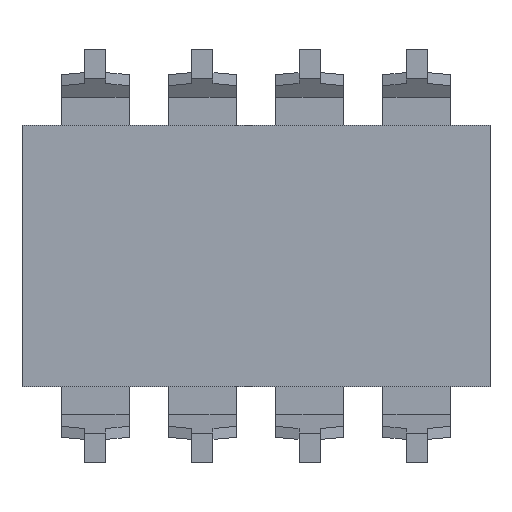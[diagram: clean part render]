
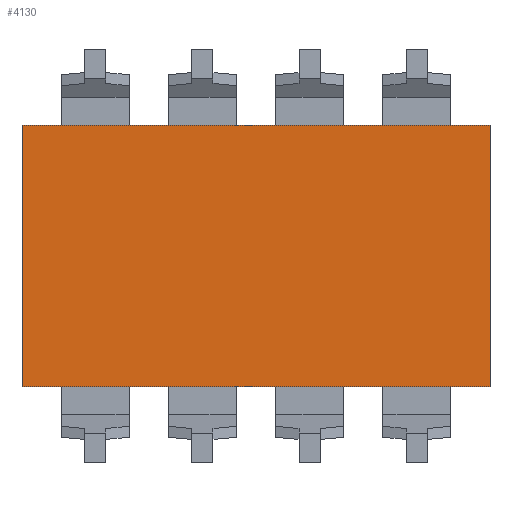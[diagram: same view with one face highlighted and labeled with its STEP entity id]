
A CAD part, front view. The second image highlights one B-rep face of the part: STEP entity #4130.
In plain terms, the highlighted planar face has unit normal (0, -1, 0).
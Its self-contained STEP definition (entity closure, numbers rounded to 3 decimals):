
#529 = EDGE_CURVE ( 'NONE', #4595, #4091, #2584, .T. ) ;
#745 = CARTESIAN_POINT ( 'NONE',  ( 9.36, 0.7, -3.1 ) ) ;
#947 = LINE ( 'NONE', #948, #949 ) ;
#948 = CARTESIAN_POINT ( 'NONE',  ( -1.74, 0.7, -3.1 ) ) ;
#949 = VECTOR ( 'NONE', #950, 1000. ) ;
#950 = DIRECTION ( 'NONE',  ( -1., 0., 0. ) ) ;
#1144 = LINE ( 'NONE', #1145, #1146 ) ;
#1145 = CARTESIAN_POINT ( 'NONE',  ( 9.36, 0.7, -3.1 ) ) ;
#1146 = VECTOR ( 'NONE', #1147, 1000. ) ;
#1147 = DIRECTION ( 'NONE',  ( 0., 0., -1. ) ) ;
#1260 = CARTESIAN_POINT ( 'NONE',  ( -1.74, 0.7, -3.1 ) ) ;
#1752 = ORIENTED_EDGE ( 'NONE', *, *, #4047, .F. ) ;
#1848 = ORIENTED_EDGE ( 'NONE', *, *, #2015, .F. ) ;
#2015 = EDGE_CURVE ( 'NONE', #4091, #3616, #1144, .T. ) ;
#2051 = VERTEX_POINT ( 'NONE', #1260 ) ;
#2305 = LINE ( 'NONE', #2306, #2307 ) ;
#2306 = CARTESIAN_POINT ( 'NONE',  ( -1.74, 0.7, -3.1 ) ) ;
#2307 = VECTOR ( 'NONE', #2308, 1000. ) ;
#2308 = DIRECTION ( 'NONE',  ( 0., 0., 1. ) ) ;
#2543 = CARTESIAN_POINT ( 'NONE',  ( 9.36, 0.7, 3.1 ) ) ;
#2584 = LINE ( 'NONE', #2585, #2586 ) ;
#2585 = CARTESIAN_POINT ( 'NONE',  ( -1.74, 0.7, 3.1 ) ) ;
#2586 = VECTOR ( 'NONE', #2587, 1000. ) ;
#2587 = DIRECTION ( 'NONE',  ( 1., 0., 0. ) ) ;
#2782 = FACE_OUTER_BOUND ( 'NONE', #4274, .T. ) ;
#2783 = PLANE ( 'NONE',  #2784 ) ;
#2784 = AXIS2_PLACEMENT_3D ( 'NONE', #2785, #2786, #2790 ) ;
#2785 = CARTESIAN_POINT ( 'NONE',  ( -1.74, 0.7, 3.1 ) ) ;
#2786 = DIRECTION ( 'NONE',  ( 0., 1., 0. ) ) ;
#2790 = DIRECTION ( 'NONE',  ( 0., 0., 1. ) ) ;
#3616 = VERTEX_POINT ( 'NONE', #745 ) ;
#3725 = CARTESIAN_POINT ( 'NONE',  ( -1.74, 0.7, 3.1 ) ) ;
#3845 = EDGE_CURVE ( 'NONE', #3616, #2051, #947, .T. ) ;
#4047 = EDGE_CURVE ( 'NONE', #2051, #4595, #2305, .T. ) ;
#4091 = VERTEX_POINT ( 'NONE', #2543 ) ;
#4130 = ADVANCED_FACE ( 'NONE', ( #2782 ), #2783, .F. ) ;
#4183 = ORIENTED_EDGE ( 'NONE', *, *, #529, .F. ) ;
#4274 = EDGE_LOOP ( 'NONE', ( #1752, #4484, #1848, #4183 ) ) ;
#4484 = ORIENTED_EDGE ( 'NONE', *, *, #3845, .F. ) ;
#4595 = VERTEX_POINT ( 'NONE', #3725 ) ;
